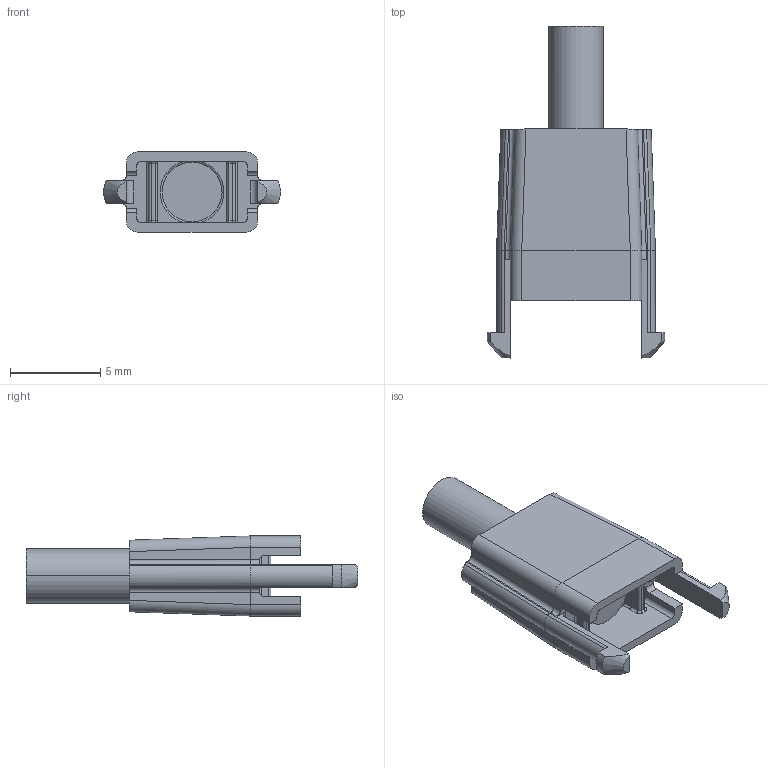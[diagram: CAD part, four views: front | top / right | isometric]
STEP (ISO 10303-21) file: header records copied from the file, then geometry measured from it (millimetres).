
FILE_DESCRIPTION((''),'2;1');
FILE_NAME('515119200600F','2022-06-01T13:58:12',('ldichoso'),(''),'CREO PARAMETRIC BY PTC INC, 2021304','CREO PARAMETRIC BY PTC INC, 2021304','');
FILE_SCHEMA(('CONFIG_CONTROL_DESIGN'));
Length unit declared in the file: inch
Products named in the file (1): 515119200600F
Bounding box: 9.83 x 18.41 x 4.45 mm (x, y, z)
Volume: 290.7 mm3; surface area: 551.2 mm2
Topology: 1 solids, 1 shells, 183 faces, 493 edges, 313 vertices
Faces by surface type: plane 75, cylinder 73, bspline 18, torus 10, cone 7
Entity records: 6583 total; most frequent: CARTESIAN_POINT 2123, ORIENTED_EDGE 986, DIRECTION 848, EDGE_CURVE 493, VERTEX_POINT 313, AXIS2_PLACEMENT_3D 297, VECTOR 254, LINE 254
